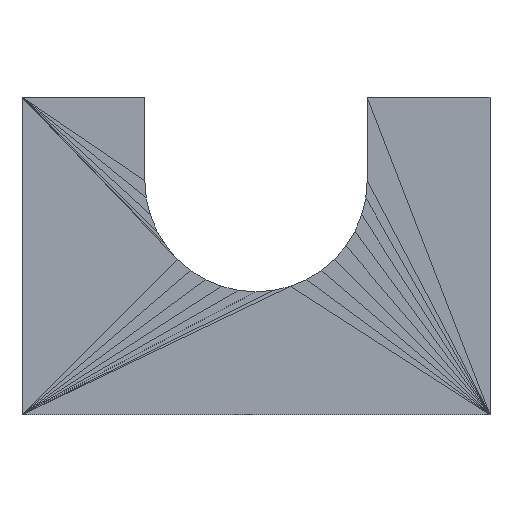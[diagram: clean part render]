
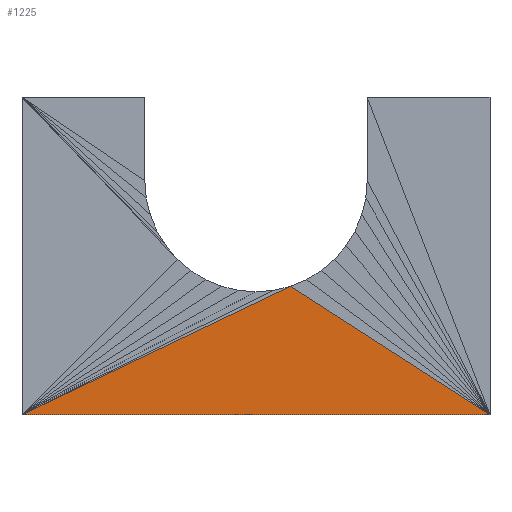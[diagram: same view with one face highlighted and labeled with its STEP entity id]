
A CAD part, front view. The second image highlights one B-rep face of the part: STEP entity #1225.
In plain terms, the highlighted planar face has unit normal (0, -1, 0).
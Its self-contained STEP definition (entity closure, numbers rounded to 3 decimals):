
#192=CARTESIAN_POINT('',(1.622,-15.55,6.057));
#193=VERTEX_POINT('',#192);
#626=CARTESIAN_POINT('',(11.05,-15.55,0.));
#627=VERTEX_POINT('',#626);
#914=CARTESIAN_POINT('',(-11.05,-15.55,0.));
#915=VERTEX_POINT('',#914);
#1198=DIRECTION('',(-0.902,0.0,-0.431));
#1199=DIRECTION('',(1.0,0.0,0.0));
#1200=DIRECTION('',(-0.841,0.0,0.541));
#1201=VECTOR('',#1198,1.);
#1202=VECTOR('',#1199,1.);
#1203=VECTOR('',#1200,1.);
#1204=CARTESIAN_POINT('',(1.622,-15.55,6.057));
#1205=CARTESIAN_POINT('',(-11.05,-15.55,0.));
#1206=CARTESIAN_POINT('',(11.05,-15.55,0.));
#1207=LINE('',#1204,#1201);
#1208=LINE('',#1205,#1202);
#1209=LINE('',#1206,#1203);
#1213=EDGE_CURVE('',#193,#915,#1207,.T.);
#1214=EDGE_CURVE('',#915,#627,#1208,.T.);
#1215=EDGE_CURVE('',#627,#193,#1209,.T.);
#1216=ORIENTED_EDGE('',*,*,#1213,.T.);
#1217=ORIENTED_EDGE('',*,*,#1214,.T.);
#1218=ORIENTED_EDGE('',*,*,#1215,.T.);
#1219=EDGE_LOOP('',(#1216,#1217,#1218));
#1220=FACE_BOUND('',#1219,.T.);
#1221=CARTESIAN_POINT('',(1.622,-15.55,6.057));
#1222=DIRECTION('',(0.0,-1.0,0.0));
#1223=AXIS2_PLACEMENT_3D('',#1221,#1222,$);
#1224=PLANE('',#1223);
#1225=ADVANCED_FACE('',(#1220),#1224,.T.);
